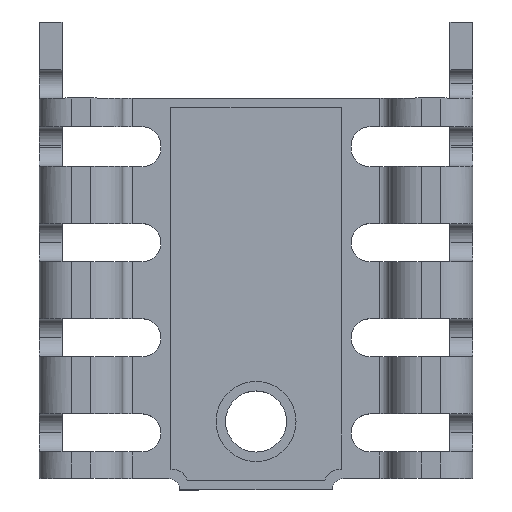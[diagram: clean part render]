
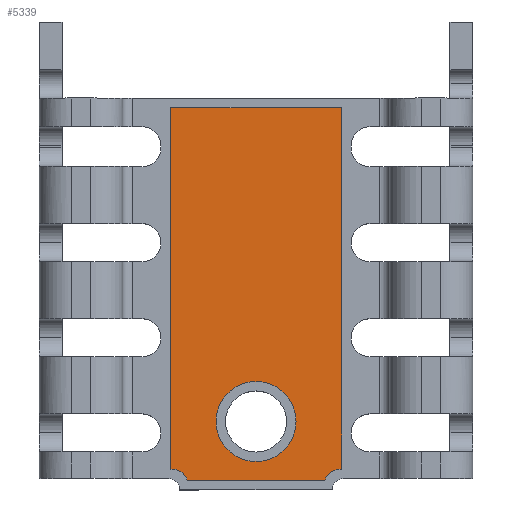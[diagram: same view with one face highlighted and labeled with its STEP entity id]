
A CAD part, top view. The second image highlights one B-rep face of the part: STEP entity #5339.
In plain terms, the highlighted planar face has unit normal (0, 0, 1).
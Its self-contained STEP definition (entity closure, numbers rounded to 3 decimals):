
#244=CIRCLE('',#5882,2.105);
#245=CIRCLE('',#5883,0.872);
#246=CIRCLE('',#5884,0.872);
#1905=ORIENTED_EDGE('',*,*,#2718,.T.);
#1906=ORIENTED_EDGE('',*,*,#2719,.F.);
#1907=ORIENTED_EDGE('',*,*,#2713,.F.);
#1908=ORIENTED_EDGE('',*,*,#2720,.F.);
#1909=ORIENTED_EDGE('',*,*,#2717,.F.);
#1910=ORIENTED_EDGE('',*,*,#2721,.F.);
#1911=ORIENTED_EDGE('',*,*,#2722,.F.);
#2713=EDGE_CURVE('',#3255,#3253,#3829,.T.);
#2717=EDGE_CURVE('',#3259,#3257,#3833,.T.);
#2718=EDGE_CURVE('',#3260,#3260,#244,.T.);
#2719=EDGE_CURVE('',#3253,#3261,#245,.T.);
#2720=EDGE_CURVE('',#3257,#3255,#246,.T.);
#2721=EDGE_CURVE('',#3262,#3259,#3834,.T.);
#2722=EDGE_CURVE('',#3261,#3262,#3835,.T.);
#3253=VERTEX_POINT('',#8989);
#3255=VERTEX_POINT('',#8993);
#3257=VERTEX_POINT('',#8998);
#3259=VERTEX_POINT('',#9002);
#3260=VERTEX_POINT('',#9006);
#3261=VERTEX_POINT('',#9008);
#3262=VERTEX_POINT('',#9011);
#3829=LINE('',#8994,#4403);
#3833=LINE('',#9003,#4407);
#3834=LINE('',#9010,#4408);
#3835=LINE('',#9012,#4409);
#4403=VECTOR('',#7356,1000.);
#4407=VECTOR('',#7362,1000.);
#4408=VECTOR('',#7371,1000.);
#4409=VECTOR('',#7372,1000.);
#4667=EDGE_LOOP('',(#1905));
#4668=EDGE_LOOP('',(#1906,#1907,#1908,#1909,#1910,#1911));
#4930=FACE_BOUND('',#4667,.T.);
#4931=FACE_BOUND('',#4668,.T.);
#5090=PLANE('',#5881);
#5339=ADVANCED_FACE('',(#4930,#4931),#5090,.F.);
#5881=AXIS2_PLACEMENT_3D('',#9004,#7363,#7364);
#5882=AXIS2_PLACEMENT_3D('',#9005,#7365,#7366);
#5883=AXIS2_PLACEMENT_3D('',#9007,#7367,#7368);
#5884=AXIS2_PLACEMENT_3D('',#9009,#7369,#7370);
#7356=DIRECTION('',(1.,0.,0.));
#7362=DIRECTION('',(0.,1.,0.));
#7363=DIRECTION('',(0.,0.,-1.));
#7364=DIRECTION('',(-1.,0.,0.));
#7365=DIRECTION('',(0.,0.,-1.));
#7366=DIRECTION('',(1.,0.,0.));
#7367=DIRECTION('',(0.,0.,1.));
#7368=DIRECTION('',(1.,0.,0.));
#7369=DIRECTION('',(0.,0.,1.));
#7370=DIRECTION('',(1.,0.,0.));
#7371=DIRECTION('',(-1.,0.,0.));
#7372=DIRECTION('',(0.,-1.,0.));
#8989=CARTESIAN_POINT('',(3.61,9.8,0.));
#8993=CARTESIAN_POINT('',(-3.62,9.8,0.));
#8994=CARTESIAN_POINT('',(-4.5,9.8,0.));
#8998=CARTESIAN_POINT('',(-4.5,9.2,0.));
#9002=CARTESIAN_POINT('',(-4.5,-9.8,0.));
#9003=CARTESIAN_POINT('',(-4.5,-9.8,0.));
#9004=CARTESIAN_POINT('',(0.,0.,0.));
#9005=CARTESIAN_POINT('',(0.,6.7,0.));
#9006=CARTESIAN_POINT('',(2.105,6.7,0.));
#9007=CARTESIAN_POINT('',(4.439,10.07,0.));
#9008=CARTESIAN_POINT('',(4.49,9.2,0.));
#9009=CARTESIAN_POINT('',(-4.449,10.07,0.));
#9010=CARTESIAN_POINT('',(4.49,-9.8,0.));
#9011=CARTESIAN_POINT('',(4.49,-9.8,0.));
#9012=CARTESIAN_POINT('',(4.49,9.8,0.));
